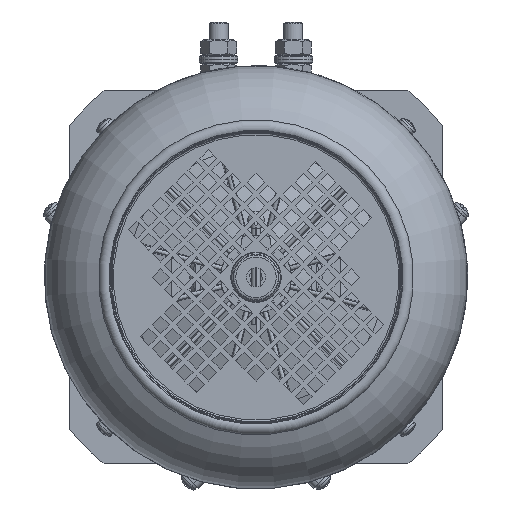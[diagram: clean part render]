
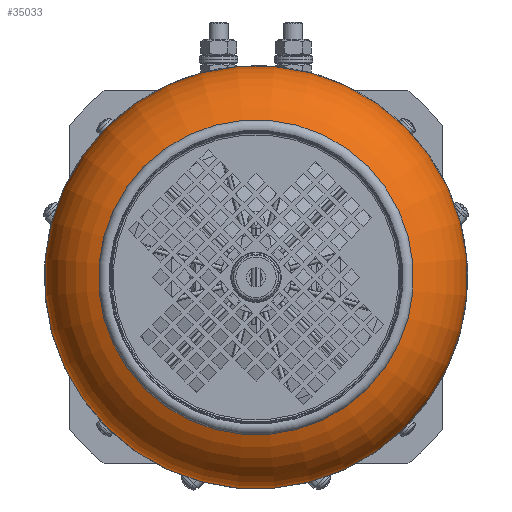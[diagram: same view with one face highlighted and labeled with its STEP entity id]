
A CAD part, left-side view. The second image highlights one B-rep face of the part: STEP entity #35033.
In plain terms, the highlighted toroidal (fillet/blend) face has major radius 52.757 mm and minor radius 35.243 mm.
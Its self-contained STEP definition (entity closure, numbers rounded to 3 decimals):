
#848=TOROIDAL_SURFACE('',#38258,52.757,35.243);
#8853=FACE_BOUND('',#13237,.T.);
#10828=FACE_OUTER_BOUND('',#13236,.T.);
#13236=EDGE_LOOP('',(#30153));
#13237=EDGE_LOOP('',(#30154));
#15091=CIRCLE('',#37671,88.);
#15096=CIRCLE('',#38259,65.5);
#16890=VERTEX_POINT('',#57070);
#18057=VERTEX_POINT('',#60837);
#20833=EDGE_CURVE('',#16890,#16890,#15091,.T.);
#22578=EDGE_CURVE('',#18057,#18057,#15096,.T.);
#30153=ORIENTED_EDGE('',*,*,#22578,.T.);
#30154=ORIENTED_EDGE('',*,*,#20833,.F.);
#35033=ADVANCED_FACE('',(#10828,#8853),#848,.T.);
#37671=AXIS2_PLACEMENT_3D('',#57071,#44139,#44140);
#38258=AXIS2_PLACEMENT_3D('',#60836,#47041,#47042);
#38259=AXIS2_PLACEMENT_3D('',#60838,#47043,#47044);
#44139=DIRECTION('center_axis',(1.,0.,0.));
#44140=DIRECTION('ref_axis',(0.,1.,0.));
#47041=DIRECTION('center_axis',(1.,0.,0.));
#47042=DIRECTION('ref_axis',(0.,0.,-1.));
#47043=DIRECTION('center_axis',(1.,0.,0.));
#47044=DIRECTION('ref_axis',(0.,1.,0.));
#57070=CARTESIAN_POINT('',(35.5,88.,0.));
#57071=CARTESIAN_POINT('Origin',(35.5,0.,0.));
#60836=CARTESIAN_POINT('Origin',(35.5,0.,0.));
#60837=CARTESIAN_POINT('',(2.641,-65.5,0.));
#60838=CARTESIAN_POINT('Origin',(2.641,0.,0.));
